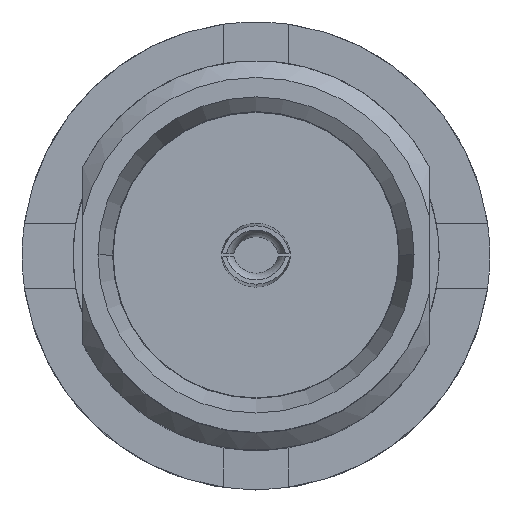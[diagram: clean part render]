
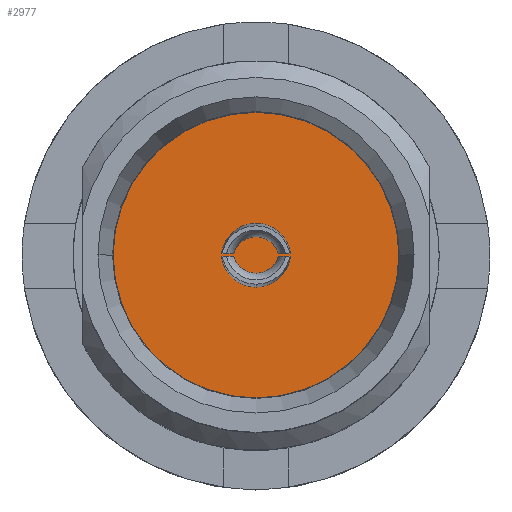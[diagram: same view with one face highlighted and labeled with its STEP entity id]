
A CAD part, top view. The second image highlights one B-rep face of the part: STEP entity #2977.
In plain terms, the highlighted planar face has unit normal (0, 0, 1).
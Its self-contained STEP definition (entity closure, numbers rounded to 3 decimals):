
#1 = CARTESIAN_POINT ( 'NONE',  ( -0.247, -0.471, -2.956 ) ) ;
#22 = CARTESIAN_POINT ( 'NONE',  ( 0.444, -0.323, -2.956 ) ) ;
#32 = CIRCLE ( 'NONE', #1776, 3.3 ) ;
#76 = FACE_BOUND ( 'NONE', #102, .T. ) ;
#88 = PLANE ( 'NONE',  #3563 ) ;
#102 = EDGE_LOOP ( 'NONE', ( #2130, #272, #2067, #2623, #583, #3021 ) ) ;
#128 = CARTESIAN_POINT ( 'NONE',  ( 0.571, 1.209, -2.956 ) ) ;
#130 = EDGE_CURVE ( 'NONE', #2077, #2602, #3333, .T. ) ;
#158 = VERTEX_POINT ( 'NONE', #1649 ) ;
#161 = VERTEX_POINT ( 'NONE', #1621 ) ;
#163 = EDGE_CURVE ( 'NONE', #158, #2077, #2072, .T. ) ;
#180 = CARTESIAN_POINT ( 'NONE',  ( 0.786, 0.086, -2.956 ) ) ;
#249 = VECTOR ( 'NONE', #3424, 1000. ) ;
#268 = VERTEX_POINT ( 'NONE', #954 ) ;
#272 = ORIENTED_EDGE ( 'NONE', *, *, #1311, .F. ) ;
#323 = DIRECTION ( 'NONE',  ( -1., 0., 0. ) ) ;
#441 = DIRECTION ( 'NONE',  ( -1., 0., 0. ) ) ;
#523 = CARTESIAN_POINT ( 'NONE',  ( -0.786, -0.086, -2.956 ) ) ;
#558 = CARTESIAN_POINT ( 'NONE',  ( 0., -0.471, -2.956 ) ) ;
#564 = LINE ( 'NONE', #1240, #2786 ) ;
#583 = ORIENTED_EDGE ( 'NONE', *, *, #163, .F. ) ;
#638 = CARTESIAN_POINT ( 'NONE',  ( 0., -0.737, -2.956 ) ) ;
#669 = ORIENTED_EDGE ( 'NONE', *, *, #2651, .T. ) ;
#715 = CARTESIAN_POINT ( 'NONE',  ( 0., 0.086, -2.956 ) ) ;
#825 = CIRCLE ( 'NONE', #3009, 3.3 ) ;
#862 = VERTEX_POINT ( 'NONE', #1029 ) ;
#865 = ORIENTED_EDGE ( 'NONE', *, *, #2601, .F. ) ;
#884 = VERTEX_POINT ( 'NONE', #1732 ) ;
#895 = EDGE_CURVE ( 'NONE', #1824, #3543, #32, .T. ) ;
#954 = CARTESIAN_POINT ( 'NONE',  ( 0.786, -0.086, -2.956 ) ) ;
#992 = DIRECTION ( 'NONE',  ( 0., 0., -1. ) ) ;
#1006 = DIRECTION ( 'NONE',  ( -1., 0., 0. ) ) ;
#1029 = CARTESIAN_POINT ( 'NONE',  ( 0., -0.471, -2.956 ) ) ;
#1037 =( BOUNDED_CURVE ( )  B_SPLINE_CURVE ( 3, ( #2277, #2125, #3537, #3829 ),
 .UNSPECIFIED., .F., .T. ) 
 B_SPLINE_CURVE_WITH_KNOTS ( ( 4, 4 ),
 ( 3.142, 4.524 ),
 .UNSPECIFIED. ) 
 CURVE ( )  GEOMETRIC_REPRESENTATION_ITEM ( )  RATIONAL_B_SPLINE_CURVE ( ( 1., 0.847, 0.847, 1. ) ) 
 REPRESENTATION_ITEM ( '' )  );
#1162 = CARTESIAN_POINT ( 'NONE',  ( -0.444, -0.323, -2.956 ) ) ;
#1191 = CARTESIAN_POINT ( 'NONE',  ( 0.247, -0.471, -2.956 ) ) ;
#1240 = CARTESIAN_POINT ( 'NONE',  ( 0., -0.086, -2.956 ) ) ;
#1277 = CARTESIAN_POINT ( 'NONE',  ( -0.514, 0.086, -2.956 ) ) ;
#1311 = EDGE_CURVE ( 'NONE', #268, #884, #564, .T. ) ;
#1570 = CARTESIAN_POINT ( 'NONE',  ( 0., 0.086, -2.956 ) ) ;
#1589 = CARTESIAN_POINT ( 'NONE',  ( -0.786, 0.086, -2.956 ) ) ;
#1621 = CARTESIAN_POINT ( 'NONE',  ( 0.514, 0.086, -2.956 ) ) ;
#1633 = FACE_BOUND ( 'NONE', #2499, .T. ) ;
#1649 = CARTESIAN_POINT ( 'NONE',  ( -0.514, -0.086, -2.956 ) ) ;
#1650 =( BOUNDED_CURVE ( )  B_SPLINE_CURVE ( 3, ( #558, #1, #1162, #3304 ),
 .UNSPECIFIED., .F., .F. ) 
 B_SPLINE_CURVE_WITH_KNOTS ( ( 4, 4 ),
 ( 3.142, 4.428 ),
 .UNSPECIFIED. ) 
 CURVE ( )  GEOMETRIC_REPRESENTATION_ITEM ( )  RATIONAL_B_SPLINE_CURVE ( ( 1., 0.867, 0.867, 1. ) ) 
 REPRESENTATION_ITEM ( '' )  );
#1732 = CARTESIAN_POINT ( 'NONE',  ( 0.514, -0.086, -2.956 ) ) ;
#1746 = CARTESIAN_POINT ( 'NONE',  ( 0.514, -0.086, -2.956 ) ) ;
#1763 = CARTESIAN_POINT ( 'NONE',  ( 0., -0.737, -2.956 ) ) ;
#1773 = CARTESIAN_POINT ( 'NONE',  ( -0.786, -0.086, -2.956 ) ) ;
#1776 = AXIS2_PLACEMENT_3D ( 'NONE', #1930, #2775, #323 ) ;
#1778 = VECTOR ( 'NONE', #441, 1000. ) ;
#1792 = CARTESIAN_POINT ( 'NONE',  ( 0., 0., -2.956 ) ) ;
#1824 = VERTEX_POINT ( 'NONE', #3575 ) ;
#1829 = DIRECTION ( 'NONE',  ( -1., 0., 0. ) ) ;
#1867 = CARTESIAN_POINT ( 'NONE',  ( 0., -0.086, -2.956 ) ) ;
#1909 = CARTESIAN_POINT ( 'NONE',  ( 0., 0., -2.956 ) ) ;
#1927 = CARTESIAN_POINT ( 'NONE',  ( -0.401, -0.737, -2.956 ) ) ;
#1930 = CARTESIAN_POINT ( 'NONE',  ( 0., 0., -2.956 ) ) ;
#1932 = EDGE_CURVE ( 'NONE', #2602, #268, #1037, .T. ) ;
#2057 =( BOUNDED_CURVE ( )  B_SPLINE_CURVE ( 3, ( #1589, #3443, #128, #2196 ),
 .UNSPECIFIED., .F., .T. ) 
 B_SPLINE_CURVE_WITH_KNOTS ( ( 4, 4 ),
 ( 1.759, 4.524 ),
 .UNSPECIFIED. ) 
 CURVE ( )  GEOMETRIC_REPRESENTATION_ITEM ( )  RATIONAL_B_SPLINE_CURVE ( ( 1., 0.458, 0.458, 1. ) ) 
 REPRESENTATION_ITEM ( '' )  );
#2067 = ORIENTED_EDGE ( 'NONE', *, *, #1932, .F. ) ;
#2072 = LINE ( 'NONE', #1867, #2599 ) ;
#2075 = CARTESIAN_POINT ( 'NONE',  ( -0.711, -0.481, -2.956 ) ) ;
#2077 = VERTEX_POINT ( 'NONE', #523 ) ;
#2104 = CARTESIAN_POINT ( 'NONE',  ( -0.329, 0.718, -2.956 ) ) ;
#2125 = CARTESIAN_POINT ( 'NONE',  ( 0.401, -0.737, -2.956 ) ) ;
#2130 = ORIENTED_EDGE ( 'NONE', *, *, #3231, .F. ) ;
#2196 = CARTESIAN_POINT ( 'NONE',  ( 0.786, 0.086, -2.956 ) ) ;
#2220 = EDGE_LOOP ( 'NONE', ( #865, #2913 ) ) ;
#2260 = VERTEX_POINT ( 'NONE', #180 ) ;
#2277 = CARTESIAN_POINT ( 'NONE',  ( 0., -0.737, -2.956 ) ) ;
#2499 = EDGE_LOOP ( 'NONE', ( #3632, #669, #3590, #3299 ) ) ;
#2532 =( BOUNDED_CURVE ( )  B_SPLINE_CURVE ( 3, ( #2797, #3495, #2104, #2564 ),
 .UNSPECIFIED., .F., .F. ) 
 B_SPLINE_CURVE_WITH_KNOTS ( ( 4, 4 ),
 ( 1.855, 4.428 ),
 .UNSPECIFIED. ) 
 CURVE ( )  GEOMETRIC_REPRESENTATION_ITEM ( )  RATIONAL_B_SPLINE_CURVE ( ( 1., 0.52, 0.52, 1. ) ) 
 REPRESENTATION_ITEM ( '' )  );
#2564 = CARTESIAN_POINT ( 'NONE',  ( -0.514, 0.086, -2.956 ) ) ;
#2589 = LINE ( 'NONE', #715, #1778 ) ;
#2599 = VECTOR ( 'NONE', #1829, 1000. ) ;
#2601 = EDGE_CURVE ( 'NONE', #3543, #1824, #825, .T. ) ;
#2602 = VERTEX_POINT ( 'NONE', #638 ) ;
#2623 = ORIENTED_EDGE ( 'NONE', *, *, #130, .F. ) ;
#2631 = CARTESIAN_POINT ( 'NONE',  ( 3.3, 0., -2.956 ) ) ;
#2651 = EDGE_CURVE ( 'NONE', #161, #3781, #2532, .T. ) ;
#2775 = DIRECTION ( 'NONE',  ( 0., 0., -1. ) ) ;
#2786 = VECTOR ( 'NONE', #3693, 1000. ) ;
#2797 = CARTESIAN_POINT ( 'NONE',  ( 0.514, 0.086, -2.956 ) ) ;
#2846 = CARTESIAN_POINT ( 'NONE',  ( -0.786, 0.086, -2.956 ) ) ;
#2913 = ORIENTED_EDGE ( 'NONE', *, *, #895, .F. ) ;
#2929 = DIRECTION ( 'NONE',  ( -1., 0., 0. ) ) ;
#2977 = ADVANCED_FACE ( 'NONE', ( #3169, #1633, #76 ), #88, .F. ) ;
#3009 = AXIS2_PLACEMENT_3D ( 'NONE', #1792, #3077, #2929 ) ;
#3021 = ORIENTED_EDGE ( 'NONE', *, *, #3601, .F. ) ;
#3077 = DIRECTION ( 'NONE',  ( 0., 0., -1. ) ) ;
#3169 = FACE_OUTER_BOUND ( 'NONE', #2220, .T. ) ;
#3231 = EDGE_CURVE ( 'NONE', #884, #862, #3441, .T. ) ;
#3299 = ORIENTED_EDGE ( 'NONE', *, *, #3303, .T. ) ;
#3303 = EDGE_CURVE ( 'NONE', #3872, #2260, #2057, .T. ) ;
#3304 = CARTESIAN_POINT ( 'NONE',  ( -0.514, -0.086, -2.956 ) ) ;
#3332 = CARTESIAN_POINT ( 'NONE',  ( 0., -0.471, -2.956 ) ) ;
#3333 =( BOUNDED_CURVE ( )  B_SPLINE_CURVE ( 3, ( #1773, #2075, #1927, #1763 ),
 .UNSPECIFIED., .F., .T. ) 
 B_SPLINE_CURVE_WITH_KNOTS ( ( 4, 4 ),
 ( 1.759, 3.142 ),
 .UNSPECIFIED. ) 
 CURVE ( )  GEOMETRIC_REPRESENTATION_ITEM ( )  RATIONAL_B_SPLINE_CURVE ( ( 1., 0.847, 0.847, 1. ) ) 
 REPRESENTATION_ITEM ( '' )  );
#3390 = LINE ( 'NONE', #1570, #249 ) ;
#3424 = DIRECTION ( 'NONE',  ( -1., 0., 0. ) ) ;
#3441 =( BOUNDED_CURVE ( )  B_SPLINE_CURVE ( 3, ( #1746, #22, #1191, #3332 ),
 .UNSPECIFIED., .F., .F. ) 
 B_SPLINE_CURVE_WITH_KNOTS ( ( 4, 4 ),
 ( 1.855, 3.142 ),
 .UNSPECIFIED. ) 
 CURVE ( )  GEOMETRIC_REPRESENTATION_ITEM ( )  RATIONAL_B_SPLINE_CURVE ( ( 1., 0.867, 0.867, 1. ) ) 
 REPRESENTATION_ITEM ( '' )  );
#3443 = CARTESIAN_POINT ( 'NONE',  ( -0.571, 1.209, -2.956 ) ) ;
#3495 = CARTESIAN_POINT ( 'NONE',  ( 0.329, 0.718, -2.956 ) ) ;
#3537 = CARTESIAN_POINT ( 'NONE',  ( 0.711, -0.481, -2.956 ) ) ;
#3543 = VERTEX_POINT ( 'NONE', #2631 ) ;
#3563 = AXIS2_PLACEMENT_3D ( 'NONE', #1909, #992, #1006 ) ;
#3575 = CARTESIAN_POINT ( 'NONE',  ( -3.3, 0., -2.956 ) ) ;
#3590 = ORIENTED_EDGE ( 'NONE', *, *, #3796, .T. ) ;
#3601 = EDGE_CURVE ( 'NONE', #862, #158, #1650, .T. ) ;
#3632 = ORIENTED_EDGE ( 'NONE', *, *, #3884, .T. ) ;
#3693 = DIRECTION ( 'NONE',  ( -1., 0., 0. ) ) ;
#3781 = VERTEX_POINT ( 'NONE', #1277 ) ;
#3796 = EDGE_CURVE ( 'NONE', #3781, #3872, #3390, .T. ) ;
#3829 = CARTESIAN_POINT ( 'NONE',  ( 0.786, -0.086, -2.956 ) ) ;
#3872 = VERTEX_POINT ( 'NONE', #2846 ) ;
#3884 = EDGE_CURVE ( 'NONE', #2260, #161, #2589, .T. ) ;
